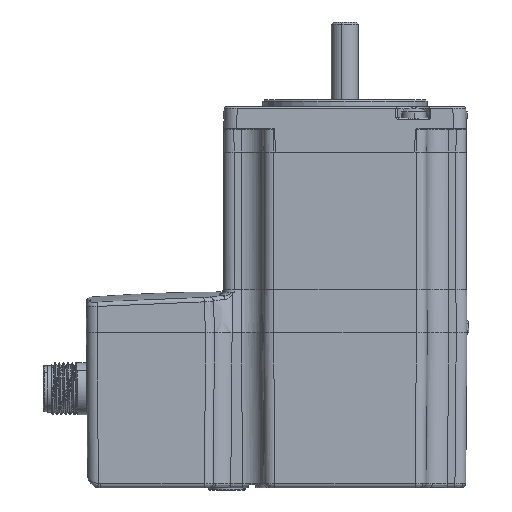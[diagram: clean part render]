
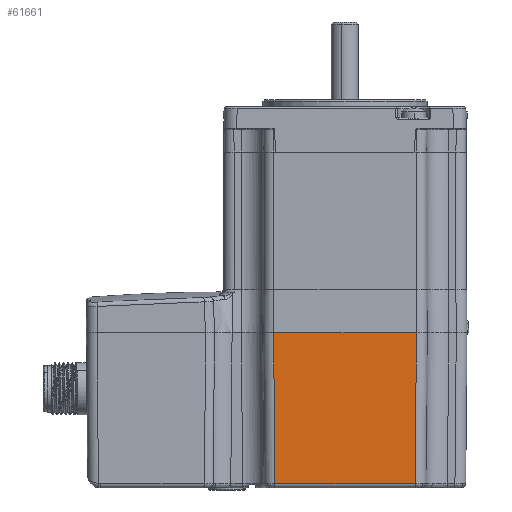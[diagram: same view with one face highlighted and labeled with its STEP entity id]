
A CAD part, front view. The second image highlights one B-rep face of the part: STEP entity #61661.
In plain terms, the highlighted planar face has unit normal (0, -1, -0.009).
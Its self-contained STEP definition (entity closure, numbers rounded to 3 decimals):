
#2964 = VECTOR ( 'NONE', #46505, 1000. ) ;
#3587 = DIRECTION ( 'NONE',  ( -1., 0., 0. ) ) ;
#4018 = CARTESIAN_POINT ( 'NONE',  ( 16.282, -28.032, -88.009 ) ) ;
#5342 = DIRECTION ( 'NONE',  ( 0., -1., -0.009 ) ) ;
#8862 = ORIENTED_EDGE ( 'NONE', *, *, #26047, .T. ) ;
#9129 = CARTESIAN_POINT ( 'NONE',  ( 19.087, -28.337, -53. ) ) ;
#11211 = PLANE ( 'NONE',  #69831 ) ;
#14055 = CARTESIAN_POINT ( 'NONE',  ( -16.585, -28.335, -53.311 ) ) ;
#14289 = LINE ( 'NONE', #42648, #48308 ) ;
#19597 = LINE ( 'NONE', #14055, #69750 ) ;
#24128 = LINE ( 'NONE', #63433, #2964 ) ;
#26047 = EDGE_CURVE ( 'NONE', #57626, #55080, #14289, .T. ) ;
#28096 = EDGE_CURVE ( 'NONE', #28630, #46206, #19597, .T. ) ;
#28154 = FACE_OUTER_BOUND ( 'NONE', #72339, .T. ) ;
#28630 = VERTEX_POINT ( 'NONE', #33747 ) ;
#32941 = CARTESIAN_POINT ( 'NONE',  ( 19.087, -28.337, -53. ) ) ;
#33747 = CARTESIAN_POINT ( 'NONE',  ( -16.587, -28.337, -53. ) ) ;
#37586 = DIRECTION ( 'NONE',  ( 0.009, 0.009, -1. ) ) ;
#41923 = DIRECTION ( 'NONE',  ( 0.009, -0.009, 1. ) ) ;
#42648 = CARTESIAN_POINT ( 'NONE',  ( 16.588, -28.337, -52.978 ) ) ;
#46206 = VERTEX_POINT ( 'NONE', #60132 ) ;
#46505 = DIRECTION ( 'NONE',  ( 1., 0., 0. ) ) ;
#48017 = ORIENTED_EDGE ( 'NONE', *, *, #62673, .T. ) ;
#48308 = VECTOR ( 'NONE', #41923, 1000. ) ;
#48383 = VECTOR ( 'NONE', #3587, 1000. ) ;
#48877 = ORIENTED_EDGE ( 'NONE', *, *, #58574, .T. ) ;
#49881 = DIRECTION ( 'NONE',  ( 0., -0.009, 1. ) ) ;
#50684 = ORIENTED_EDGE ( 'NONE', *, *, #28096, .T. ) ;
#53920 = CARTESIAN_POINT ( 'NONE',  ( 16.587, -28.337, -53. ) ) ;
#55080 = VERTEX_POINT ( 'NONE', #53920 ) ;
#57626 = VERTEX_POINT ( 'NONE', #4018 ) ;
#58574 = EDGE_CURVE ( 'NONE', #55080, #28630, #59527, .T. ) ;
#59527 = LINE ( 'NONE', #9129, #48383 ) ;
#60132 = CARTESIAN_POINT ( 'NONE',  ( -16.282, -28.032, -88.009 ) ) ;
#61661 = ADVANCED_FACE ( 'NONE', ( #28154 ), #11211, .T. ) ;
#62673 = EDGE_CURVE ( 'NONE', #46206, #57626, #24128, .T. ) ;
#63433 = CARTESIAN_POINT ( 'NONE',  ( 19.087, -28.032, -88.009 ) ) ;
#69750 = VECTOR ( 'NONE', #37586, 1000. ) ;
#69831 = AXIS2_PLACEMENT_3D ( 'NONE', #32941, #5342, #49881 ) ;
#72339 = EDGE_LOOP ( 'NONE', ( #50684, #48017, #8862, #48877 ) ) ;
